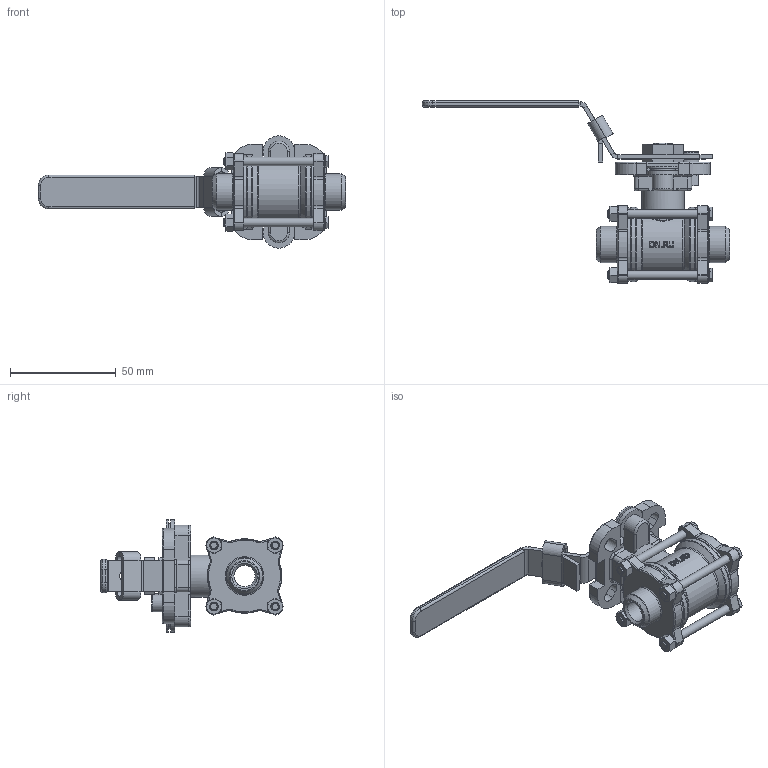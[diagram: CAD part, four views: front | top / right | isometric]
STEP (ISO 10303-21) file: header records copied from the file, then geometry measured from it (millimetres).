
FILE_DESCRIPTION(/* description */ (''),/* implementation_level */ '2;1');
FILE_NAME(/* name */ 'DN10_3D_STEP.stp',/* time_stamp */ '2023-12-19T16:51:17+03:00',/* author */ ('igorr'),/* organization */ (''),/* preprocessor_version */ 'ST-DEVELOPER v19.2',/* originating_system */ 'Autodesk Inventor 2023',/* authorisation */ '');
FILE_SCHEMA (('AUTOMOTIVE_DESIGN { 1 0 10303 214 3 1 1 }'));
Length unit declared in the file: millimetre
Products named in the file (8): Сборка; Деталь1; AS 1110 - M3 x 6; ANSI B18.2.4.2M - M4x0,7; Деталь6; BS 4183 - M10; AS 1420 - 1973 - M5 x 10; ANSI B18.2.4.2M - M5x0,8
Assembly tree (14 placements, depth 2):
  Сборка
    Деталь1
    AS 1110 - M3 x 6  x4
    ANSI B18.2.4.2M - M4x0,7  x4
    Деталь6
    BS 4183 - M10  x2
    AS 1420 - 1973 - M5 x 10
    ANSI B18.2.4.2M - M5x0,8
Bounding box: 145 x 86.04 x 52.98 mm (x, y, z)
Volume: 65254.2 mm3; surface area: 33094 mm2
Topology: 15 solids, 15 shells, 837 faces, 1980 edges, 1207 vertices
Faces by surface type: plane 374, cylinder 211, cone 118, bspline 74, torus 60
Full cylindrical faces by diameter (mm): 3 x4, 3.242 x4, 4 x12, 4.05 x1, 4.134 x1, 4.31 x1, 5 x2, 5.5 x4, 8 x1, 8.376 x2, 8.5 x1, 10 x2, 11.457 x1, 11.964 x1, 12 x1, 17 x1, 17.2 x2, 20 x1, 25 x2, 34.857 x2, 35.217 x2
Entity records: 22229 total; most frequent: CARTESIAN_POINT 5401, DIRECTION 3358, ORIENTED_EDGE 3316, EDGE_CURVE 1658, AXIS2_PLACEMENT_3D 1263, VERTEX_POINT 1013, LINE 832, VECTOR 832
